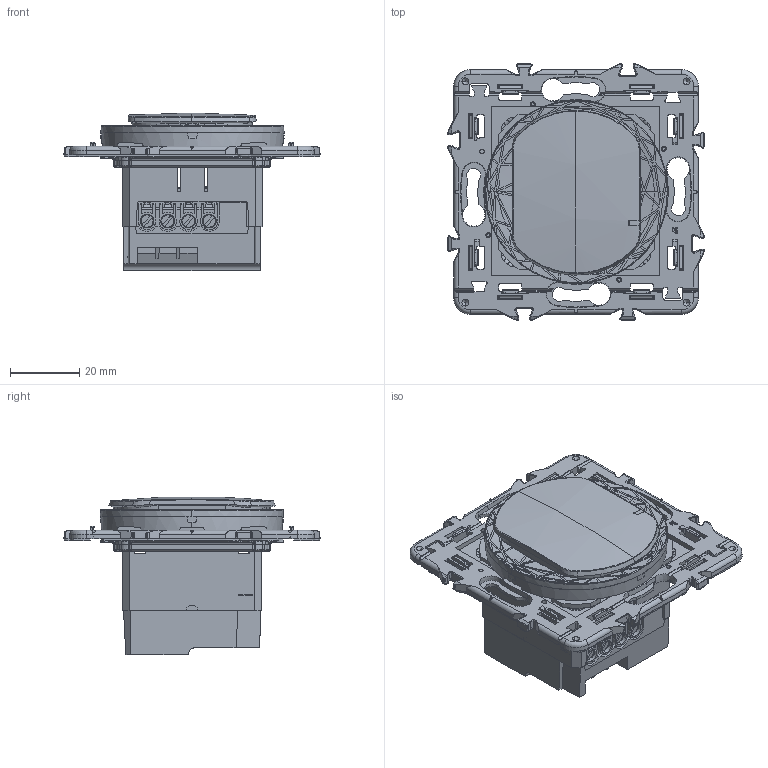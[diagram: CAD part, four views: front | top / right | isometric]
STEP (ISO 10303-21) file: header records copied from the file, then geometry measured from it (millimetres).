
FILE_DESCRIPTION(('CATIA V5 STEP Exchange','CAx-IF Rec.Pracs.--- Model Styling and Organization---1.5--- 2016-08-15','CAx-IF Rec.Pracs.---Supplemental Geometry---1.0---2011-11-01','CAx-IF Rec.Pracs.--- Composite Materials ---1.1---2010-07-15'),'2;1');
FILE_NAME('CB0431 _AllCATPart.stp','2024-04-03T07:28:26+00:00',('none'),('none'),'CATIA Version 5-6 Release 2020 SP3','CATIA V5 STEP AP214 v2','none');
FILE_SCHEMA(('AUTOMOTIVE_DESIGN { 1 0 10303 214 1 1 1 1 }'));
Products named in the file (1): CB0431 _AllCATPart
Bounding box: 74.15 x 74.15 x 45.7 mm (x, y, z)
Volume: 28330.9 mm3; surface area: 44243.4 mm2
Topology: 7 solids, 11 shells, 5705 faces, 16599 edges, 10918 vertices
Faces by surface type: plane 3269, cylinder 1116, bspline 602, cone 251, torus 160, extrusion 160, sphere 116, revolution 31
Entity records: 222377 total; most frequent: CARTESIAN_POINT 90814, ORIENTED_EDGE 32966, DIRECTION 18082, EDGE_CURVE 16483, VERTEX_POINT 10918, VECTOR 9181, LINE 9021, EDGE_LOOP 6035
